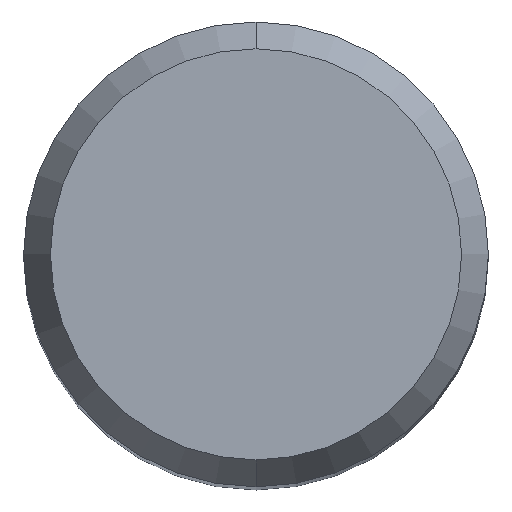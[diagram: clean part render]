
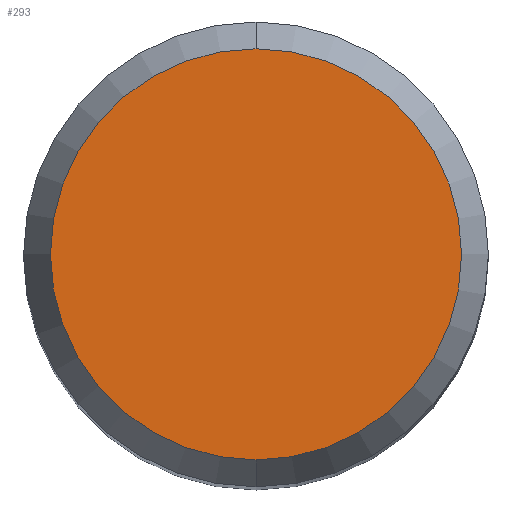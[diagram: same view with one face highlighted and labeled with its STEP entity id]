
A CAD part, top view. The second image highlights one B-rep face of the part: STEP entity #293.
In plain terms, the highlighted planar face has unit normal (0, 0, 1).
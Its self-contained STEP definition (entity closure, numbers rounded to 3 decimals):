
#293=ADVANCED_FACE('',(#594),#595,.T.);
#353=VERTEX_POINT('',#659);
#359=EDGE_CURVE('',#353,#427,#665,.T.);
#427=VERTEX_POINT('',#745);
#429=EDGE_CURVE('',#427,#353,#747,.T.);
#594=FACE_OUTER_BOUND('',#1098,.T.);
#595=PLANE('',#1099);
#659=CARTESIAN_POINT('',(0.,-4.423,0.0));
#665=CIRCLE('',#1217,4.423);
#745=CARTESIAN_POINT('',(0.0,4.423,0.0));
#747=CIRCLE('',#1352,4.423);
#1098=EDGE_LOOP('',(#1515,#1516));
#1099=AXIS2_PLACEMENT_3D('',#1517,#1518,#1519);
#1217=AXIS2_PLACEMENT_3D('',#1589,#1590,#1591);
#1352=AXIS2_PLACEMENT_3D('',#1741,#1742,#1743);
#1515=ORIENTED_EDGE('',*,*,#429,.F.);
#1516=ORIENTED_EDGE('',*,*,#359,.F.);
#1517=CARTESIAN_POINT('',(0.0,2.211,0.0));
#1518=DIRECTION('',(-0.0,0.0,1.0));
#1519=DIRECTION('',(0.0,-1.0,0.0));
#1589=CARTESIAN_POINT('',(0.0,0.0,0.0));
#1590=DIRECTION('',(0.0,0.0,-1.0));
#1591=DIRECTION('',(0.0,1.0,0.0));
#1741=CARTESIAN_POINT('',(0.0,0.0,0.0));
#1742=DIRECTION('',(0.0,0.0,-1.0));
#1743=DIRECTION('',(0.0,1.0,0.0));
